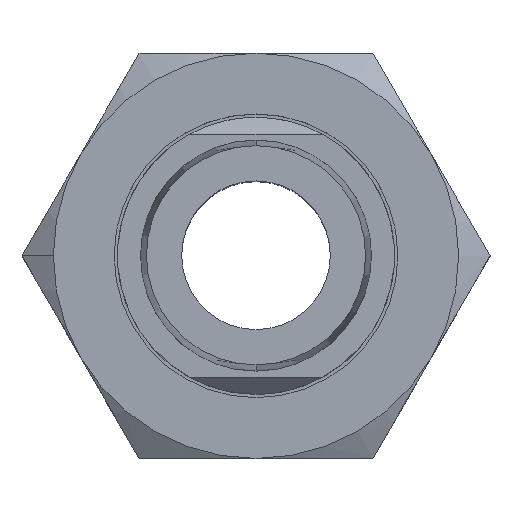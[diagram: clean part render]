
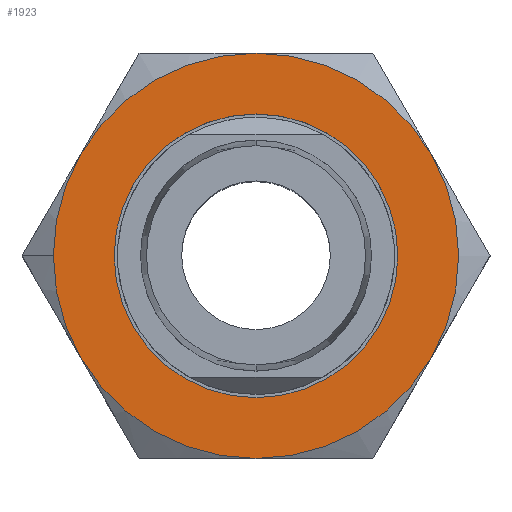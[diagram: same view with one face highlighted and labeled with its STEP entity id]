
A CAD part, top view. The second image highlights one B-rep face of the part: STEP entity #1923.
In plain terms, the highlighted planar face has unit normal (0, 0, 1).
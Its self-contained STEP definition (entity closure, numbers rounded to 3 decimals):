
#116 = VERTEX_POINT ( 'NONE', #981 ) ;
#132 = VERTEX_POINT ( 'NONE', #996 ) ;
#141 = EDGE_CURVE ( 'NONE', #116, #132, #911, .T. ) ;
#151 = VERTEX_POINT ( 'NONE', #942 ) ;
#157 = VERTEX_POINT ( 'NONE', #921 ) ;
#161 = EDGE_CURVE ( 'NONE', #157, #151, #972, .T. ) ;
#909 = CARTESIAN_POINT ( 'NONE',  ( 0., 0., 7.5 ) ) ;
#910 = AXIS2_PLACEMENT_3D ( 'NONE', #909, #949, #948 ) ;
#911 = CIRCLE ( 'NONE', #910, 10.5 ) ;
#921 = CARTESIAN_POINT ( 'NONE',  ( -15., 0., 7.5 ) ) ;
#942 = CARTESIAN_POINT ( 'NONE',  ( -12.99, -7.5, 7.5 ) ) ;
#948 = DIRECTION ( 'NONE',  ( 1., 0., 0. ) ) ;
#949 = DIRECTION ( 'NONE',  ( 0., 0., 1. ) ) ;
#950 = DIRECTION ( 'NONE',  ( 1., 0., 0. ) ) ;
#951 = DIRECTION ( 'NONE',  ( 0., 0., 1. ) ) ;
#952 = CARTESIAN_POINT ( 'NONE',  ( 0., 0., 7.5 ) ) ;
#953 = AXIS2_PLACEMENT_3D ( 'NONE', #952, #951, #950 ) ;
#972 = CIRCLE ( 'NONE', #953, 15. ) ;
#981 = CARTESIAN_POINT ( 'NONE',  ( -10.5, 0., 7.5 ) ) ;
#996 = CARTESIAN_POINT ( 'NONE',  ( 10.5, 0., 7.5 ) ) ;
#1361 = DIRECTION ( 'NONE',  ( 0., 0., 1. ) ) ;
#1362 = CARTESIAN_POINT ( 'NONE',  ( 0., 0., 7.5 ) ) ;
#1363 = AXIS2_PLACEMENT_3D ( 'NONE', #1362, #1361, #1367 ) ;
#1367 = DIRECTION ( 'NONE',  ( 1., 0., 0. ) ) ;
#1373 = CIRCLE ( 'NONE', #1363, 15. ) ;
#1375 = CARTESIAN_POINT ( 'NONE',  ( 12.99, -7.5, 7.5 ) ) ;
#1395 = CARTESIAN_POINT ( 'NONE',  ( 0., 15., 7.5 ) ) ;
#1417 = CARTESIAN_POINT ( 'NONE',  ( 0., 0., 7.5 ) ) ;
#1418 = AXIS2_PLACEMENT_3D ( 'NONE', #1417, #1462, #1461 ) ;
#1419 = CIRCLE ( 'NONE', #1418, 15. ) ;
#1423 = AXIS2_PLACEMENT_3D ( 'NONE', #1430, #1429, #1428 ) ;
#1428 = DIRECTION ( 'NONE',  ( 1., 0., 0. ) ) ;
#1429 = DIRECTION ( 'NONE',  ( 0., 0., 1. ) ) ;
#1430 = CARTESIAN_POINT ( 'NONE',  ( 0., 0., 7.5 ) ) ;
#1435 = DIRECTION ( 'NONE',  ( 1., 0., 0. ) ) ;
#1441 = DIRECTION ( 'NONE',  ( 0., 0., 1. ) ) ;
#1442 = AXIS2_PLACEMENT_3D ( 'NONE', #1449, #1441, #1435 ) ;
#1443 = CIRCLE ( 'NONE', #1442, 15. ) ;
#1445 = CARTESIAN_POINT ( 'NONE',  ( 0., -15., 7.5 ) ) ;
#1449 = CARTESIAN_POINT ( 'NONE',  ( 0., 0., 7.5 ) ) ;
#1461 = DIRECTION ( 'NONE',  ( 1., 0., 0. ) ) ;
#1462 = DIRECTION ( 'NONE',  ( 0., 0., 1. ) ) ;
#1473 = CIRCLE ( 'NONE', #1423, 15. ) ;
#1512 = CARTESIAN_POINT ( 'NONE',  ( -12.99, 7.5, 7.5 ) ) ;
#1535 = CIRCLE ( 'NONE', #1541, 15. ) ;
#1538 = DIRECTION ( 'NONE',  ( 1., 0., 0. ) ) ;
#1539 = DIRECTION ( 'NONE',  ( 0., 0., 1. ) ) ;
#1540 = CARTESIAN_POINT ( 'NONE',  ( 0., 0., 7.5 ) ) ;
#1541 = AXIS2_PLACEMENT_3D ( 'NONE', #1540, #1539, #1538 ) ;
#1903 = EDGE_LOOP ( 'NONE', ( #1938, #1933 ) ) ;
#1922 = EDGE_CURVE ( 'NONE', #132, #116, #2167, .T. ) ;
#1923 = ADVANCED_FACE ( 'NONE', ( #2180, #2173 ), #2175, .F. ) ;
#1933 = ORIENTED_EDGE ( 'NONE', *, *, #141, .F. ) ;
#1936 = ORIENTED_EDGE ( 'NONE', *, *, #2283, .T. ) ;
#1937 = EDGE_LOOP ( 'NONE', ( #1936, #1952, #1980, #2203, #2041, #2207, #2202 ) ) ;
#1938 = ORIENTED_EDGE ( 'NONE', *, *, #1922, .F. ) ;
#1952 = ORIENTED_EDGE ( 'NONE', *, *, #2489, .T. ) ;
#1980 = ORIENTED_EDGE ( 'NONE', *, *, #2460, .T. ) ;
#2041 = ORIENTED_EDGE ( 'NONE', *, *, #2445, .T. ) ;
#2163 = DIRECTION ( 'NONE',  ( 1., 0., 0. ) ) ;
#2164 = DIRECTION ( 'NONE',  ( 0., 0., 1. ) ) ;
#2165 = CARTESIAN_POINT ( 'NONE',  ( 0., 0., 7.5 ) ) ;
#2166 = AXIS2_PLACEMENT_3D ( 'NONE', #2165, #2164, #2163 ) ;
#2167 = CIRCLE ( 'NONE', #2166, 10.5 ) ;
#2173 = FACE_OUTER_BOUND ( 'NONE', #1937, .T. ) ;
#2175 = PLANE ( 'NONE',  #2179 ) ;
#2176 = DIRECTION ( 'NONE',  ( -1., 0., 0. ) ) ;
#2177 = DIRECTION ( 'NONE',  ( 0., 0., -1. ) ) ;
#2178 = CARTESIAN_POINT ( 'NONE',  ( 0., 15., 7.5 ) ) ;
#2179 = AXIS2_PLACEMENT_3D ( 'NONE', #2178, #2177, #2176 ) ;
#2180 = FACE_BOUND ( 'NONE', #1903, .T. ) ;
#2202 = ORIENTED_EDGE ( 'NONE', *, *, #2345, .T. ) ;
#2203 = ORIENTED_EDGE ( 'NONE', *, *, #161, .T. ) ;
#2207 = ORIENTED_EDGE ( 'NONE', *, *, #2429, .T. ) ;
#2283 = EDGE_CURVE ( 'NONE', #2284, #2289, #2685, .T. ) ;
#2284 = VERTEX_POINT ( 'NONE', #2690 ) ;
#2289 = VERTEX_POINT ( 'NONE', #1395 ) ;
#2328 = VERTEX_POINT ( 'NONE', #1375 ) ;
#2345 = EDGE_CURVE ( 'NONE', #2328, #2284, #1373, .T. ) ;
#2428 = VERTEX_POINT ( 'NONE', #1445 ) ;
#2429 = EDGE_CURVE ( 'NONE', #2428, #2328, #1419, .T. ) ;
#2445 = EDGE_CURVE ( 'NONE', #151, #2428, #1473, .T. ) ;
#2460 = EDGE_CURVE ( 'NONE', #2473, #157, #1443, .T. ) ;
#2473 = VERTEX_POINT ( 'NONE', #1512 ) ;
#2489 = EDGE_CURVE ( 'NONE', #2289, #2473, #1535, .T. ) ;
#2685 = CIRCLE ( 'NONE', #2689, 15. ) ;
#2689 = AXIS2_PLACEMENT_3D ( 'NONE', #2698, #2697, #2696 ) ;
#2690 = CARTESIAN_POINT ( 'NONE',  ( 12.99, 7.5, 7.5 ) ) ;
#2696 = DIRECTION ( 'NONE',  ( 1., 0., 0. ) ) ;
#2697 = DIRECTION ( 'NONE',  ( 0., 0., 1. ) ) ;
#2698 = CARTESIAN_POINT ( 'NONE',  ( 0., 0., 7.5 ) ) ;
